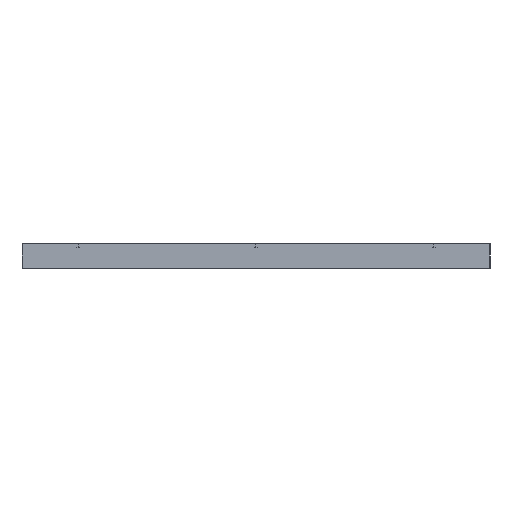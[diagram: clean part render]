
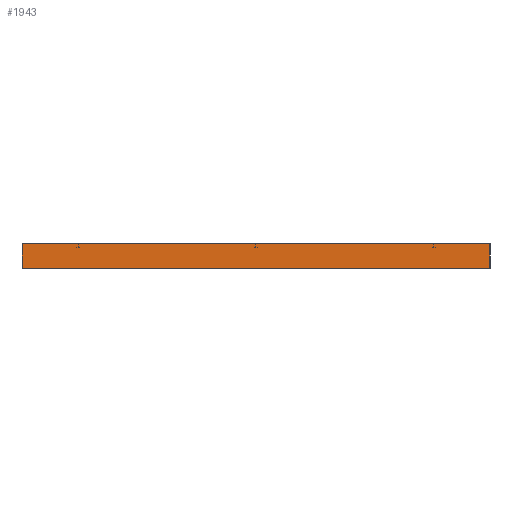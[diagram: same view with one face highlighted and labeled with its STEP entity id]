
A CAD part, left-side view. The second image highlights one B-rep face of the part: STEP entity #1943.
In plain terms, the highlighted planar face has unit normal (-1, 0, 0).
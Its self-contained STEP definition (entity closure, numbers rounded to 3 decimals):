
#58 = VECTOR ( 'NONE', #116, 1000. ) ;
#116 = DIRECTION ( 'NONE',  ( 0., 0., -1. ) ) ;
#267 = DIRECTION ( 'NONE',  ( 0., -1., 0. ) ) ;
#316 = CARTESIAN_POINT ( 'NONE',  ( 0., 150., 8. ) ) ;
#335 = VECTOR ( 'NONE', #1792, 1000. ) ;
#408 = LINE ( 'NONE', #1058, #986 ) ;
#437 = EDGE_CURVE ( 'NONE', #929, #796, #562, .T. ) ;
#459 = ORIENTED_EDGE ( 'NONE', *, *, #705, .T. ) ;
#562 = LINE ( 'NONE', #1483, #335 ) ;
#592 = CARTESIAN_POINT ( 'NONE',  ( 0., 150., 8. ) ) ;
#630 = ORIENTED_EDGE ( 'NONE', *, *, #1096, .T. ) ;
#705 = EDGE_CURVE ( 'NONE', #805, #1873, #743, .T. ) ;
#741 = EDGE_CURVE ( 'NONE', #805, #929, #773, .T. ) ;
#743 = LINE ( 'NONE', #592, #58 ) ;
#755 = CARTESIAN_POINT ( 'NONE',  ( 0., 150., 0. ) ) ;
#765 = CARTESIAN_POINT ( 'NONE',  ( 0., 0., 8. ) ) ;
#773 = LINE ( 'NONE', #1223, #830 ) ;
#796 = VERTEX_POINT ( 'NONE', #1570 ) ;
#805 = VERTEX_POINT ( 'NONE', #316 ) ;
#826 = CARTESIAN_POINT ( 'NONE',  ( 0., 0., 8. ) ) ;
#830 = VECTOR ( 'NONE', #267, 1000. ) ;
#856 = ORIENTED_EDGE ( 'NONE', *, *, #741, .F. ) ;
#898 = DIRECTION ( 'NONE',  ( 1., 0., 0. ) ) ;
#929 = VERTEX_POINT ( 'NONE', #826 ) ;
#955 = ORIENTED_EDGE ( 'NONE', *, *, #437, .F. ) ;
#986 = VECTOR ( 'NONE', #1529, 1000. ) ;
#1058 = CARTESIAN_POINT ( 'NONE',  ( 0., 0., 0. ) ) ;
#1091 = DIRECTION ( 'NONE',  ( 0., 0., -1. ) ) ;
#1096 = EDGE_CURVE ( 'NONE', #1873, #796, #408, .T. ) ;
#1223 = CARTESIAN_POINT ( 'NONE',  ( 0., 0., 8. ) ) ;
#1342 = AXIS2_PLACEMENT_3D ( 'NONE', #765, #898, #1091 ) ;
#1483 = CARTESIAN_POINT ( 'NONE',  ( 0., 0., 8. ) ) ;
#1520 = PLANE ( 'NONE',  #1342 ) ;
#1529 = DIRECTION ( 'NONE',  ( 0., -1., 0. ) ) ;
#1553 = FACE_OUTER_BOUND ( 'NONE', #1947, .T. ) ;
#1570 = CARTESIAN_POINT ( 'NONE',  ( 0., 0., 0. ) ) ;
#1792 = DIRECTION ( 'NONE',  ( 0., 0., -1. ) ) ;
#1873 = VERTEX_POINT ( 'NONE', #755 ) ;
#1943 = ADVANCED_FACE ( 'NONE', ( #1553 ), #1520, .F. ) ;
#1947 = EDGE_LOOP ( 'NONE', ( #630, #955, #856, #459 ) ) ;
